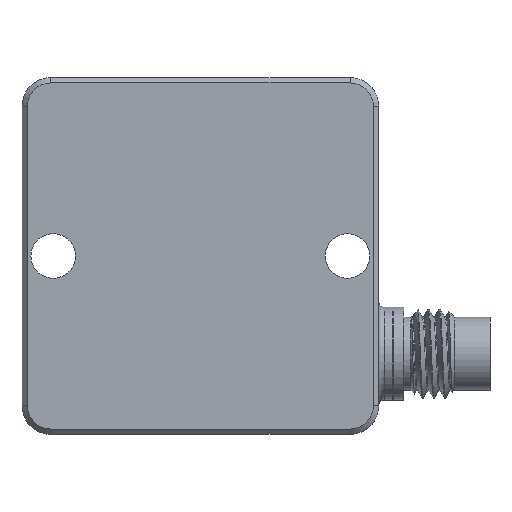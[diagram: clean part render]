
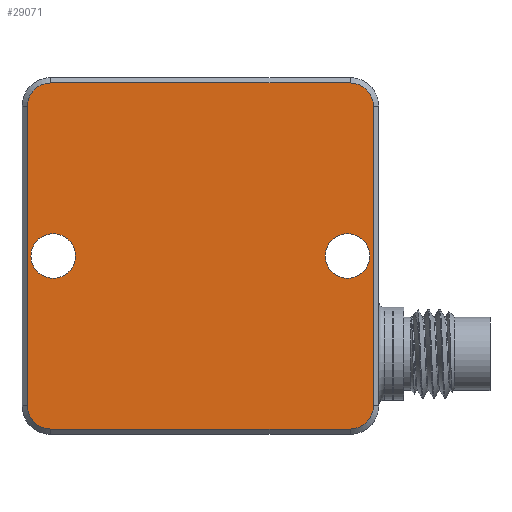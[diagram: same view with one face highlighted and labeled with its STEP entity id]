
A CAD part, front view. The second image highlights one B-rep face of the part: STEP entity #29071.
In plain terms, the highlighted planar face has unit normal (0, -1, 0).
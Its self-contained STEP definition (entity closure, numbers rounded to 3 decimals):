
#267 = DIRECTION ( 'NONE',  ( 0., -1., 0. ) ) ;
#1315 = EDGE_CURVE ( 'NONE', #8989, #22122, #5741, .T. ) ;
#1356 = ORIENTED_EDGE ( 'NONE', *, *, #22701, .T. ) ;
#1534 = EDGE_LOOP ( 'NONE', ( #26090, #31290 ) ) ;
#1677 = DIRECTION ( 'NONE',  ( 0., 0., 1. ) ) ;
#1773 = DIRECTION ( 'NONE',  ( 0., 1., 0. ) ) ;
#1883 = CARTESIAN_POINT ( 'NONE',  ( -10.478, -4.191, 0. ) ) ;
#2368 = AXIS2_PLACEMENT_3D ( 'NONE', #1883, #1773, #1677 ) ;
#3066 = AXIS2_PLACEMENT_3D ( 'NONE', #30313, #30308, #30239 ) ;
#3340 = VERTEX_POINT ( 'NONE', #23889 ) ;
#4028 = AXIS2_PLACEMENT_3D ( 'NONE', #5046, #5377, #8414 ) ;
#4085 = EDGE_CURVE ( 'NONE', #9116, #6571, #21266, .T. ) ;
#4127 = AXIS2_PLACEMENT_3D ( 'NONE', #10685, #10385, #10275 ) ;
#4217 = VERTEX_POINT ( 'NONE', #27553 ) ;
#4373 = CARTESIAN_POINT ( 'NONE',  ( 12.319, -4.191, 10.668 ) ) ;
#4505 = AXIS2_PLACEMENT_3D ( 'NONE', #6264, #267, #20225 ) ;
#4716 = DIRECTION ( 'NONE',  ( -1., 0., 0. ) ) ;
#4748 = CARTESIAN_POINT ( 'NONE',  ( -10.668, -4.191, 12.319 ) ) ;
#5046 = CARTESIAN_POINT ( 'NONE',  ( 10.477, -4.191, 0. ) ) ;
#5377 = DIRECTION ( 'NONE',  ( 0., 1., 0. ) ) ;
#5569 = ORIENTED_EDGE ( 'NONE', *, *, #22914, .T. ) ;
#5702 = AXIS2_PLACEMENT_3D ( 'NONE', #10414, #10557, #10751 ) ;
#5741 = CIRCLE ( 'NONE', #8106, 1.588 ) ;
#6264 = CARTESIAN_POINT ( 'NONE',  ( -10.668, -4.191, -10.668 ) ) ;
#6419 = AXIS2_PLACEMENT_3D ( 'NONE', #7612, #7578, #7570 ) ;
#6571 = VERTEX_POINT ( 'NONE', #25954 ) ;
#6942 = CARTESIAN_POINT ( 'NONE',  ( -10.478, -4.191, 1.588 ) ) ;
#7167 = DIRECTION ( 'NONE',  ( 0., -1., 0. ) ) ;
#7175 = CARTESIAN_POINT ( 'NONE',  ( -12.7, -4.191, -12.7 ) ) ;
#7397 = DIRECTION ( 'NONE',  ( 0., 0., 1. ) ) ;
#7482 = PLANE ( 'NONE',  #30225 ) ;
#7570 = DIRECTION ( 'NONE',  ( 0., 0., -1. ) ) ;
#7578 = DIRECTION ( 'NONE',  ( 0., -1., 0. ) ) ;
#7612 = CARTESIAN_POINT ( 'NONE',  ( 10.668, -4.191, 10.668 ) ) ;
#8106 = AXIS2_PLACEMENT_3D ( 'NONE', #9439, #9110, #8363 ) ;
#8111 = CARTESIAN_POINT ( 'NONE',  ( 12.319, -4.191, 10.668 ) ) ;
#8363 = DIRECTION ( 'NONE',  ( 0., 0., 1. ) ) ;
#8414 = DIRECTION ( 'NONE',  ( 0., 0., -1. ) ) ;
#8989 = VERTEX_POINT ( 'NONE', #24541 ) ;
#9110 = DIRECTION ( 'NONE',  ( 0., 1., 0. ) ) ;
#9116 = VERTEX_POINT ( 'NONE', #23877 ) ;
#9253 = DIRECTION ( 'NONE',  ( 1., 0., 0. ) ) ;
#9439 = CARTESIAN_POINT ( 'NONE',  ( -10.478, -4.191, 0. ) ) ;
#9807 = FACE_BOUND ( 'NONE', #1534, .T. ) ;
#9818 = VERTEX_POINT ( 'NONE', #15547 ) ;
#9837 = FACE_OUTER_BOUND ( 'NONE', #22490, .T. ) ;
#9894 = FACE_BOUND ( 'NONE', #20214, .T. ) ;
#10087 = VERTEX_POINT ( 'NONE', #13414 ) ;
#10275 = DIRECTION ( 'NONE',  ( 0., 0., -1. ) ) ;
#10339 = CARTESIAN_POINT ( 'NONE',  ( 10.668, -4.191, -12.319 ) ) ;
#10385 = DIRECTION ( 'NONE',  ( 0., -1., 0. ) ) ;
#10414 = CARTESIAN_POINT ( 'NONE',  ( -10.668, -4.191, 10.668 ) ) ;
#10557 = DIRECTION ( 'NONE',  ( 0., -1., 0. ) ) ;
#10685 = CARTESIAN_POINT ( 'NONE',  ( 10.668, -4.191, -10.668 ) ) ;
#10751 = DIRECTION ( 'NONE',  ( 0., 0., -1. ) ) ;
#11229 = ORIENTED_EDGE ( 'NONE', *, *, #22247, .T. ) ;
#11296 = EDGE_CURVE ( 'NONE', #22122, #8989, #16385, .T. ) ;
#12601 = CARTESIAN_POINT ( 'NONE',  ( -12.319, -4.191, 10.668 ) ) ;
#12804 = CIRCLE ( 'NONE', #4028, 1.588 ) ;
#13205 = ORIENTED_EDGE ( 'NONE', *, *, #23241, .T. ) ;
#13414 = CARTESIAN_POINT ( 'NONE',  ( 10.668, -4.191, 12.319 ) ) ;
#13713 = VECTOR ( 'NONE', #7397, 1000. ) ;
#13806 = LINE ( 'NONE', #8111, #13713 ) ;
#14351 = ORIENTED_EDGE ( 'NONE', *, *, #4085, .T. ) ;
#14770 = ORIENTED_EDGE ( 'NONE', *, *, #22513, .T. ) ;
#15399 = CIRCLE ( 'NONE', #4127, 1.651 ) ;
#15547 = CARTESIAN_POINT ( 'NONE',  ( 10.668, -4.191, -12.319 ) ) ;
#16385 = CIRCLE ( 'NONE', #2368, 1.588 ) ;
#16621 = ORIENTED_EDGE ( 'NONE', *, *, #23048, .T. ) ;
#17812 = VERTEX_POINT ( 'NONE', #30810 ) ;
#18140 = ORIENTED_EDGE ( 'NONE', *, *, #21983, .T. ) ;
#18318 = VERTEX_POINT ( 'NONE', #12601 ) ;
#18707 = CIRCLE ( 'NONE', #6419, 1.651 ) ;
#19205 = VERTEX_POINT ( 'NONE', #26705 ) ;
#19658 = VECTOR ( 'NONE', #9253, 1000. ) ;
#19966 = LINE ( 'NONE', #10339, #19658 ) ;
#20214 = EDGE_LOOP ( 'NONE', ( #23723, #14351 ) ) ;
#20225 = DIRECTION ( 'NONE',  ( 0., 0., -1. ) ) ;
#20264 = VERTEX_POINT ( 'NONE', #4373 ) ;
#21266 = CIRCLE ( 'NONE', #3066, 1.588 ) ;
#21983 = EDGE_CURVE ( 'NONE', #20264, #10087, #18707, .T. ) ;
#21991 = CIRCLE ( 'NONE', #4505, 1.651 ) ;
#22122 = VERTEX_POINT ( 'NONE', #6942 ) ;
#22247 = EDGE_CURVE ( 'NONE', #10087, #19205, #23159, .T. ) ;
#22457 = DIRECTION ( 'NONE',  ( 0., 0., -1. ) ) ;
#22490 = EDGE_LOOP ( 'NONE', ( #18140, #11229, #14770, #1356, #5569, #16621, #22598, #13205 ) ) ;
#22513 = EDGE_CURVE ( 'NONE', #19205, #18318, #26407, .T. ) ;
#22598 = ORIENTED_EDGE ( 'NONE', *, *, #23193, .T. ) ;
#22701 = EDGE_CURVE ( 'NONE', #18318, #4217, #31614, .T. ) ;
#22914 = EDGE_CURVE ( 'NONE', #4217, #3340, #21991, .T. ) ;
#23048 = EDGE_CURVE ( 'NONE', #3340, #9818, #19966, .T. ) ;
#23159 = LINE ( 'NONE', #4748, #23196 ) ;
#23193 = EDGE_CURVE ( 'NONE', #9818, #17812, #15399, .T. ) ;
#23196 = VECTOR ( 'NONE', #4716, 1000. ) ;
#23241 = EDGE_CURVE ( 'NONE', #17812, #20264, #13806, .T. ) ;
#23341 = EDGE_CURVE ( 'NONE', #6571, #9116, #12804, .T. ) ;
#23513 = CARTESIAN_POINT ( 'NONE',  ( -12.319, -4.191, -10.668 ) ) ;
#23723 = ORIENTED_EDGE ( 'NONE', *, *, #23341, .T. ) ;
#23877 = CARTESIAN_POINT ( 'NONE',  ( 10.477, -4.191, -1.588 ) ) ;
#23889 = CARTESIAN_POINT ( 'NONE',  ( -10.668, -4.191, -12.319 ) ) ;
#24162 = DIRECTION ( 'NONE',  ( 0., 0., -1. ) ) ;
#24541 = CARTESIAN_POINT ( 'NONE',  ( -10.478, -4.191, -1.588 ) ) ;
#25954 = CARTESIAN_POINT ( 'NONE',  ( 10.477, -4.191, 1.587 ) ) ;
#26090 = ORIENTED_EDGE ( 'NONE', *, *, #11296, .T. ) ;
#26407 = CIRCLE ( 'NONE', #5702, 1.651 ) ;
#26705 = CARTESIAN_POINT ( 'NONE',  ( -10.668, -4.191, 12.319 ) ) ;
#27553 = CARTESIAN_POINT ( 'NONE',  ( -12.319, -4.191, -10.668 ) ) ;
#29071 = ADVANCED_FACE ( 'NONE', ( #9837, #9894, #9807 ), #7482, .T. ) ;
#30225 = AXIS2_PLACEMENT_3D ( 'NONE', #7175, #7167, #22457 ) ;
#30239 = DIRECTION ( 'NONE',  ( 0., 0., -1. ) ) ;
#30308 = DIRECTION ( 'NONE',  ( 0., 1., 0. ) ) ;
#30313 = CARTESIAN_POINT ( 'NONE',  ( 10.477, -4.191, 0. ) ) ;
#30810 = CARTESIAN_POINT ( 'NONE',  ( 12.319, -4.191, -10.668 ) ) ;
#31290 = ORIENTED_EDGE ( 'NONE', *, *, #1315, .T. ) ;
#31562 = VECTOR ( 'NONE', #24162, 1000. ) ;
#31614 = LINE ( 'NONE', #23513, #31562 ) ;
